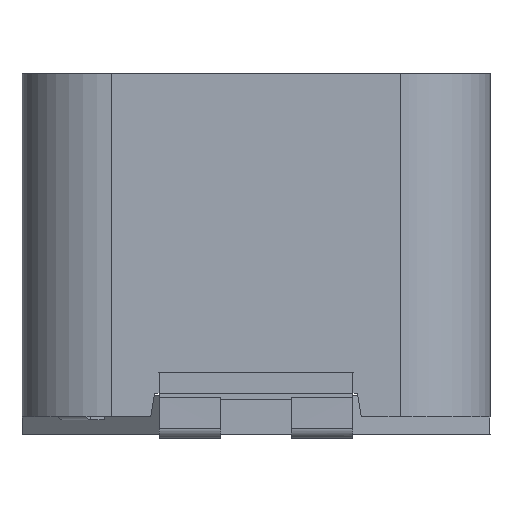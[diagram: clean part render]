
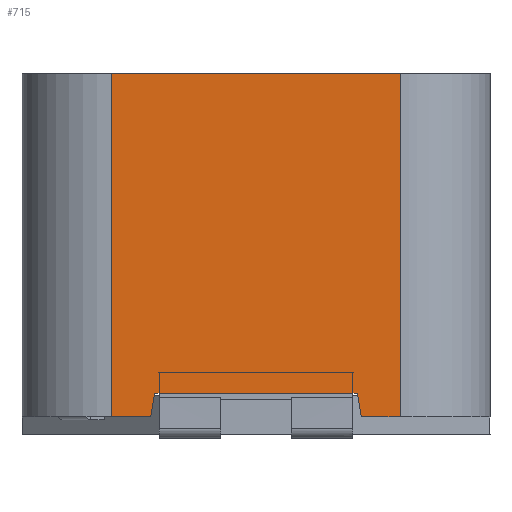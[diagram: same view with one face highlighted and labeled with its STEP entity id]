
A CAD part, front view. The second image highlights one B-rep face of the part: STEP entity #715.
In plain terms, the highlighted free-form (B-spline) face has degree [1, 1] with [2, 2] control points.
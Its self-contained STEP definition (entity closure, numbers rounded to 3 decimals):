
#49=CARTESIAN_POINT('',(3.7,-6.,9.25));
#50=VERTEX_POINT('',#49);
#57=CARTESIAN_POINT('',(-3.7,-6.,9.25));
#58=VERTEX_POINT('',#57);
#59=CARTESIAN_POINT('',(3.7,-6.,9.25));
#60=CARTESIAN_POINT('',(-3.7,-6.,9.25));
#61=B_SPLINE_CURVE_WITH_KNOTS('',1,(#59,#60),.POLYLINE_FORM.,.F.,.U.,(2,2),(0.,0.718),.UNSPECIFIED.);
#62=EDGE_CURVE('',#50,#58,#61,.T.);
#201=CARTESIAN_POINT('',(3.7,-6.,0.45));
#202=VERTEX_POINT('',#201);
#203=CARTESIAN_POINT('',(3.7,-6.,9.25));
#204=CARTESIAN_POINT('',(3.7,-6.,0.45));
#205=B_SPLINE_CURVE_WITH_KNOTS('',1,(#203,#204),.POLYLINE_FORM.,.F.,.U.,(2,2),(0.17,1.),.UNSPECIFIED.);
#206=EDGE_CURVE('',#50,#202,#205,.T.);
#239=CARTESIAN_POINT('',(-3.7,-6.,0.45));
#240=VERTEX_POINT('',#239);
#247=CARTESIAN_POINT('',(-3.7,-6.,9.25));
#248=CARTESIAN_POINT('',(-3.7,-6.,0.45));
#249=B_SPLINE_CURVE_WITH_KNOTS('',1,(#247,#248),.POLYLINE_FORM.,.F.,.U.,(2,2),(0.17,1.),.UNSPECIFIED.);
#250=EDGE_CURVE('',#58,#240,#249,.T.);
#454=CARTESIAN_POINT('',(-2.7,-6.,0.45));
#455=VERTEX_POINT('',#454);
#461=CARTESIAN_POINT('',(-2.7,-6.,0.45));
#462=CARTESIAN_POINT('',(-3.7,-6.,0.45));
#463=B_SPLINE_CURVE_WITH_KNOTS('',1,(#461,#462),.POLYLINE_FORM.,.F.,.U.,(2,2),(0.865,1.),.UNSPECIFIED.);
#464=EDGE_CURVE('',#455,#240,#463,.T.);
#475=CARTESIAN_POINT('',(2.7,-6.,0.45));
#476=VERTEX_POINT('',#475);
#477=CARTESIAN_POINT('',(3.7,-6.,0.45));
#478=CARTESIAN_POINT('',(2.7,-6.,0.45));
#479=B_SPLINE_CURVE_WITH_KNOTS('',1,(#477,#478),.POLYLINE_FORM.,.F.,.U.,(2,2),(0.,0.135),.UNSPECIFIED.);
#480=EDGE_CURVE('',#202,#476,#479,.T.);
#654=CARTESIAN_POINT('',(3.7,-6.,11.05));
#655=CARTESIAN_POINT('',(3.7,-6.,0.45));
#656=CARTESIAN_POINT('',(-9.1,-6.,11.05));
#657=CARTESIAN_POINT('',(-9.1,-6.,0.45));
#658=B_SPLINE_SURFACE_WITH_KNOTS('',1,1,((#654,#655),(#656,#657)),.PLANE_SURF.,.F.,.F.,.U.,(2,2),(2,2),(0.,1.73),(-1.038,1.),.UNSPECIFIED.);
#659=ORIENTED_EDGE('',*,*,#62,.T.);
#660=ORIENTED_EDGE('',*,*,#250,.T.);
#661=ORIENTED_EDGE('',*,*,#464,.F.);
#662=CARTESIAN_POINT('',(-2.6,-6.,1.05));
#663=VERTEX_POINT('',#662);
#664=CARTESIAN_POINT('',(-2.6,-6.,1.05));
#665=CARTESIAN_POINT('',(-2.7,-6.,0.45));
#666=B_SPLINE_CURVE_WITH_KNOTS('',1,(#664,#665),.POLYLINE_FORM.,.F.,.U.,(2,2),(0.553,0.567),.UNSPECIFIED.);
#667=EDGE_CURVE('',#663,#455,#666,.T.);
#668=ORIENTED_EDGE('',*,*,#667,.F.);
#669=CARTESIAN_POINT('',(-2.485,-6.,1.05));
#670=VERTEX_POINT('',#669);
#671=CARTESIAN_POINT('',(-2.485,-6.,1.05));
#672=CARTESIAN_POINT('',(-2.6,-6.,1.05));
#673=B_SPLINE_CURVE_WITH_KNOTS('',1,(#671,#672),.POLYLINE_FORM.,.F.,.U.,(2,2),(0.555,0.558),.UNSPECIFIED.);
#674=EDGE_CURVE('',#670,#663,#673,.T.);
#675=ORIENTED_EDGE('',*,*,#674,.F.);
#676=CARTESIAN_POINT('',(-2.485,-6.,1.6));
#677=VERTEX_POINT('',#676);
#678=CARTESIAN_POINT('',(-2.485,-6.,1.6));
#679=CARTESIAN_POINT('',(-2.485,-6.,1.05));
#680=B_SPLINE_CURVE_WITH_KNOTS('',1,(#678,#679),.POLYLINE_FORM.,.F.,.U.,(2,2),(0.,0.917),.UNSPECIFIED.);
#681=EDGE_CURVE('',#677,#670,#680,.T.);
#682=ORIENTED_EDGE('',*,*,#681,.F.);
#683=ORIENTED_EDGE('',*,*,#681,.T.);
#684=CARTESIAN_POINT('',(2.485,-6.,1.05));
#685=VERTEX_POINT('',#684);
#686=CARTESIAN_POINT('',(2.485,-6.,1.05));
#687=CARTESIAN_POINT('',(-2.485,-6.,1.05));
#688=B_SPLINE_CURVE_WITH_KNOTS('',1,(#686,#687),.POLYLINE_FORM.,.F.,.U.,(2,2),(0.445,0.555),.UNSPECIFIED.);
#689=EDGE_CURVE('',#685,#670,#688,.T.);
#690=ORIENTED_EDGE('',*,*,#689,.F.);
#691=CARTESIAN_POINT('',(2.485,-6.,1.6));
#692=VERTEX_POINT('',#691);
#693=CARTESIAN_POINT('',(2.485,-6.,1.6));
#694=CARTESIAN_POINT('',(2.485,-6.,1.05));
#695=B_SPLINE_CURVE_WITH_KNOTS('',1,(#693,#694),.POLYLINE_FORM.,.F.,.U.,(2,2),(0.,0.917),.UNSPECIFIED.);
#696=EDGE_CURVE('',#692,#685,#695,.T.);
#697=ORIENTED_EDGE('',*,*,#696,.F.);
#698=ORIENTED_EDGE('',*,*,#696,.T.);
#699=CARTESIAN_POINT('',(2.6,-6.,1.05));
#700=VERTEX_POINT('',#699);
#701=CARTESIAN_POINT('',(2.6,-6.,1.05));
#702=CARTESIAN_POINT('',(2.485,-6.,1.05));
#703=B_SPLINE_CURVE_WITH_KNOTS('',1,(#701,#702),.POLYLINE_FORM.,.F.,.U.,(2,2),(0.442,0.445),.UNSPECIFIED.);
#704=EDGE_CURVE('',#700,#685,#703,.T.);
#705=ORIENTED_EDGE('',*,*,#704,.F.);
#706=CARTESIAN_POINT('',(2.7,-6.,0.45));
#707=CARTESIAN_POINT('',(2.6,-6.,1.05));
#708=B_SPLINE_CURVE_WITH_KNOTS('',1,(#706,#707),.POLYLINE_FORM.,.F.,.U.,(2,2),(0.433,0.447),.UNSPECIFIED.);
#709=EDGE_CURVE('',#476,#700,#708,.T.);
#710=ORIENTED_EDGE('',*,*,#709,.F.);
#711=ORIENTED_EDGE('',*,*,#480,.F.);
#712=ORIENTED_EDGE('',*,*,#206,.F.);
#713=EDGE_LOOP('',(#659,#660,#661,#668,#675,#682,#683,#690,#697,#698,#705,#710,#711,#712));
#714=FACE_OUTER_BOUND('',#713,.T.);
#715=ADVANCED_FACE('',(#714),#658,.T.);
